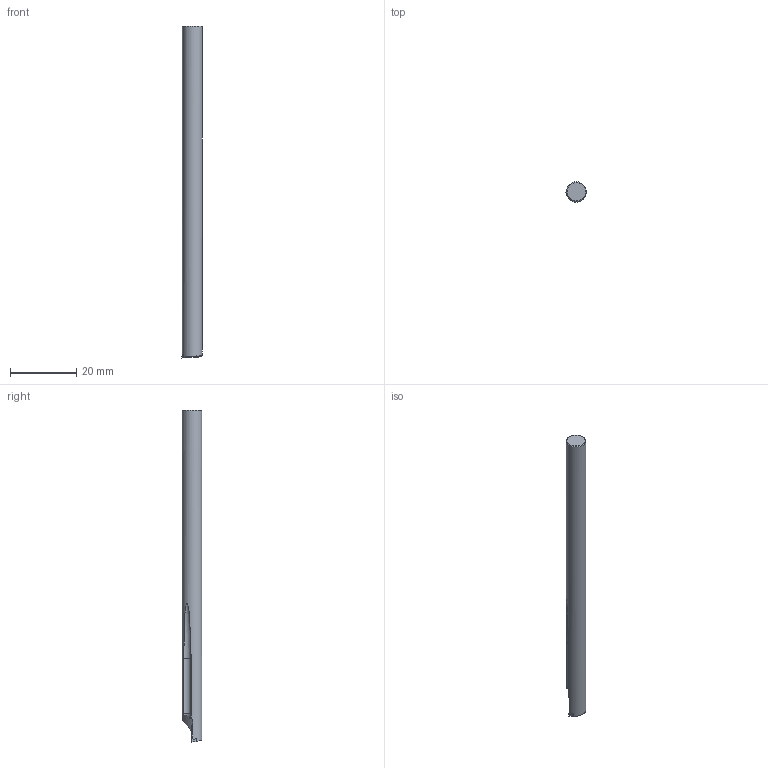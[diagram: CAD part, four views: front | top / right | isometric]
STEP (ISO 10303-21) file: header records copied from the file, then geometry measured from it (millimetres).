
FILE_DESCRIPTION(/* description */ (''),/* implementation_level */ '2;1');
FILE_NAME(/* name */ '1528438045468.stp',/* time_stamp */ '2018-06-08T08:07:35+02:00',/* author */ (''),/* organization */ ('SMS'),/* preprocessor_version */ 'ST-DEVELOPER v15',/* originating_system */ 'SIEMENS PLM Software NX 8.5',/* authorisation */ '');
FILE_SCHEMA (('AUTOMOTIVE_DESIGN { 1 0 10303 214 3 1 1 1 }'));
Length unit declared in the file: millimetre
Products named in the file (4): 201695727mod000_00; ASSEMBLY_CONSTRUCTION; 201650416mod000_00; 201650415mod000_00
Assembly tree (3 placements, depth 2):
  201650415mod000_00
    201650416mod000_00
    ASSEMBLY_CONSTRUCTION
    201695727mod000_00
Bounding box: 6.2 x 5.99 x 100.39 mm (x, y, z)
Volume: 2680.8 mm3; surface area: 1976.8 mm2
Topology: 2 solids, 2 shells, 42 faces, 108 edges, 79 vertices
Faces by surface type: plane 28, cylinder 6, torus 4, cone 3, bspline 1
Full cylindrical faces by diameter (mm): 2.25 x2, 5.99 x1
Entity records: 1573 total; most frequent: CARTESIAN_POINT 416, DIRECTION 211, ORIENTED_EDGE 196, EDGE_CURVE 98, AXIS2_PLACEMENT_3D 75, VERTEX_POINT 68, LINE 61, VECTOR 61
